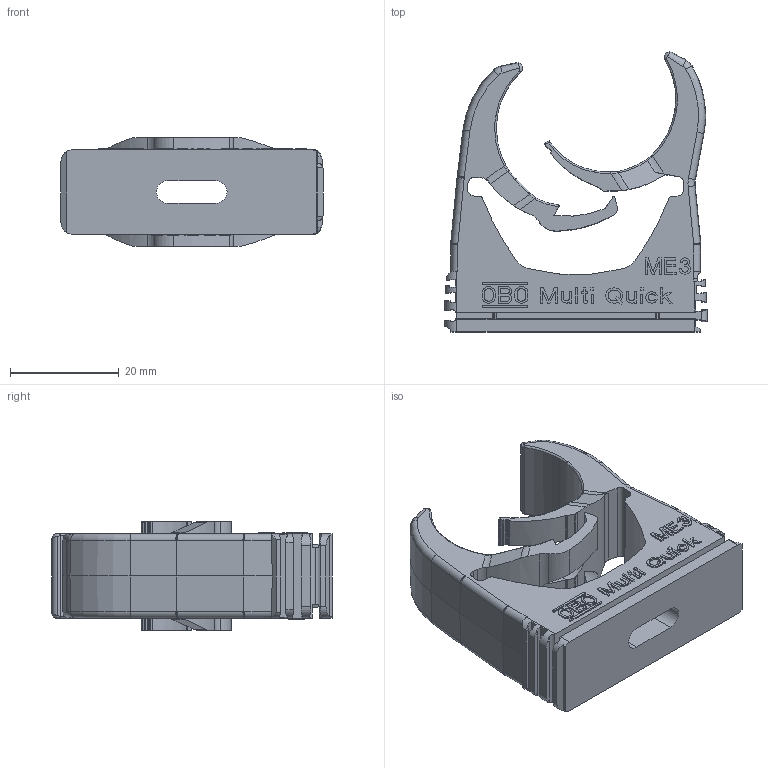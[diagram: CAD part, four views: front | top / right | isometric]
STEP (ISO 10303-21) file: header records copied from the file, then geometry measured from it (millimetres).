
FILE_DESCRIPTION((''),'2;1');
FILE_NAME('2153734','2015-06-02T',('AndreasKeweloh'),(''),'CREO PARAMETRIC BY PTC INC, 2014500','CREO PARAMETRIC BY PTC INC, 2014500','');
FILE_SCHEMA(('CONFIG_CONTROL_DESIGN'));
Length unit declared in the file: millimetre
Products named in the file (1): 2153734
Bounding box: 48.2 x 51.5 x 20 mm (x, y, z)
Volume: 16808.7 mm3; surface area: 9222.9 mm2
Topology: 1 solids, 1 shells, 748 faces, 2086 edges, 1365 vertices
Faces by surface type: plane 415, cylinder 243, bspline 54, torus 22, cone 14
Entity records: 30008 total; most frequent: CARTESIAN_POINT 11058, ORIENTED_EDGE 4172, DIRECTION 3648, EDGE_CURVE 2086, VERTEX_POINT 1365, VECTOR 1322, LINE 1322, AXIS2_PLACEMENT_3D 1163
